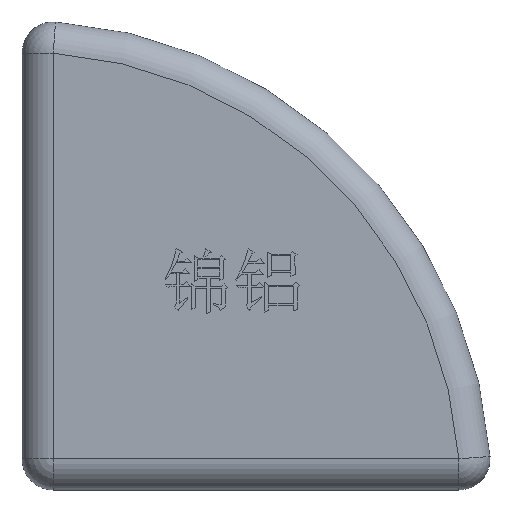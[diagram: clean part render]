
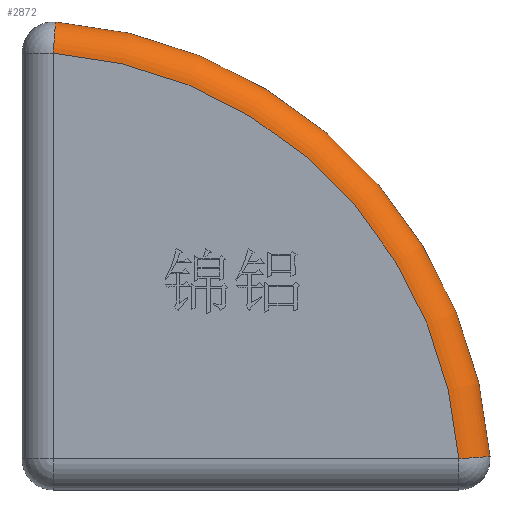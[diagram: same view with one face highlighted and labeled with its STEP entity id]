
A CAD part, front view. The second image highlights one B-rep face of the part: STEP entity #2872.
In plain terms, the highlighted toroidal (fillet/blend) face has major radius 28 mm and minor radius 2 mm.
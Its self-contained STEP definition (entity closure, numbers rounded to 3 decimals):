
#11 = DIRECTION ( 'NONE',  ( 0.071, 0., 0.997 ) ) ;
#20 = DIRECTION ( 'NONE',  ( 0., -1., 0. ) ) ;
#255 = EDGE_CURVE ( 'NONE', #1041, #6136, #6312, .T. ) ;
#317 = AXIS2_PLACEMENT_3D ( 'NONE', #1648, #20, #2888 ) ;
#440 = DIRECTION ( 'NONE',  ( -0.997, 0., -0.071 ) ) ;
#605 = EDGE_CURVE ( 'NONE', #3234, #1041, #2460, .T. ) ;
#944 = EDGE_CURVE ( 'NONE', #6136, #2138, #6332, .T. ) ;
#977 = CARTESIAN_POINT ( 'NONE',  ( 7.928, 2., -18. ) ) ;
#1041 = VERTEX_POINT ( 'NONE', #5876 ) ;
#1538 = ORIENTED_EDGE ( 'NONE', *, *, #605, .F. ) ;
#1648 = CARTESIAN_POINT ( 'NONE',  ( -20., 0., -20. ) ) ;
#1790 = DIRECTION ( 'NONE',  ( 0., 0., -1. ) ) ;
#1839 = CIRCLE ( 'NONE', #4831, 2. ) ;
#1954 = EDGE_LOOP ( 'NONE', ( #2411, #3727, #3900, #1538 ) ) ;
#2051 = FACE_OUTER_BOUND ( 'NONE', #1954, .T. ) ;
#2138 = VERTEX_POINT ( 'NONE', #5517 ) ;
#2367 = TOROIDAL_SURFACE ( 'NONE', #5678, 28., 2. ) ;
#2411 = ORIENTED_EDGE ( 'NONE', *, *, #6095, .T. ) ;
#2460 = CIRCLE ( 'NONE', #6152, 30. ) ;
#2872 = ADVANCED_FACE ( 'NONE', ( #2051 ), #2367, .T. ) ;
#2888 = DIRECTION ( 'NONE',  ( 0., 0., -1. ) ) ;
#3147 = DIRECTION ( 'NONE',  ( 0.997, 0., -0.071 ) ) ;
#3168 = DIRECTION ( 'NONE',  ( 0., 0., -1. ) ) ;
#3234 = VERTEX_POINT ( 'NONE', #5701 ) ;
#3727 = ORIENTED_EDGE ( 'NONE', *, *, #944, .F. ) ;
#3900 = ORIENTED_EDGE ( 'NONE', *, *, #255, .F. ) ;
#4082 = DIRECTION ( 'NONE',  ( 0., 1., 0. ) ) ;
#4093 = DIRECTION ( 'NONE',  ( 0.071, 0., -0.997 ) ) ;
#4373 = CARTESIAN_POINT ( 'NONE',  ( -20., 2., -20. ) ) ;
#4831 = AXIS2_PLACEMENT_3D ( 'NONE', #6231, #3147, #11 ) ;
#5241 = CARTESIAN_POINT ( 'NONE',  ( 7.928, 0., -18. ) ) ;
#5517 = CARTESIAN_POINT ( 'NONE',  ( -18., 0., 7.928 ) ) ;
#5678 = AXIS2_PLACEMENT_3D ( 'NONE', #4373, #6415, #1790 ) ;
#5701 = CARTESIAN_POINT ( 'NONE',  ( -17.857, 2., 9.923 ) ) ;
#5876 = CARTESIAN_POINT ( 'NONE',  ( 9.923, 2., -17.857 ) ) ;
#5948 = AXIS2_PLACEMENT_3D ( 'NONE', #977, #4093, #440 ) ;
#6095 = EDGE_CURVE ( 'NONE', #3234, #2138, #1839, .T. ) ;
#6136 = VERTEX_POINT ( 'NONE', #5241 ) ;
#6152 = AXIS2_PLACEMENT_3D ( 'NONE', #6328, #4082, #3168 ) ;
#6231 = CARTESIAN_POINT ( 'NONE',  ( -18., 2., 7.928 ) ) ;
#6312 = CIRCLE ( 'NONE', #5948, 2. ) ;
#6328 = CARTESIAN_POINT ( 'NONE',  ( -20., 2., -20. ) ) ;
#6332 = CIRCLE ( 'NONE', #317, 28. ) ;
#6415 = DIRECTION ( 'NONE',  ( 0., -1., 0. ) ) ;
